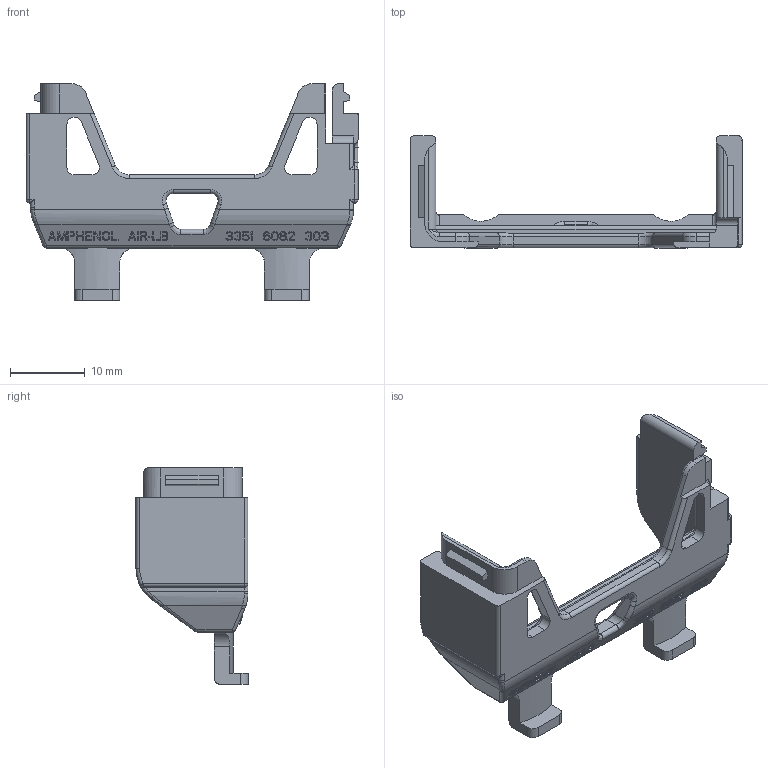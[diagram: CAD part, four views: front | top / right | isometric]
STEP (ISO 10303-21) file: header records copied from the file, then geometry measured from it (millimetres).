
FILE_DESCRIPTION((''),'2;1');
FILE_NAME('3351_0242_303','2020-01-31T',('presta_be4'),(''),'CREO PARAMETRIC BY PTC INC, 2018360','CREO PARAMETRIC BY PTC INC, 2018360','');
FILE_SCHEMA(('CONFIG_CONTROL_DESIGN'));
Length unit declared in the file: millimetre
Products named in the file (1): 3351_0242_303
Bounding box: 44.45 x 15.01 x 29 mm (x, y, z)
Volume: 2831.6 mm3; surface area: 2989.6 mm2
Topology: 1 solids, 1 shells, 1047 faces, 2894 edges, 1883 vertices
Faces by surface type: plane 860, cylinder 120, torus 32, bspline 24, sphere 11
Entity records: 33615 total; most frequent: CARTESIAN_POINT 6925, ORIENTED_EDGE 5788, DIRECTION 5106, EDGE_CURVE 2894, VECTOR 2564, LINE 2564, VERTEX_POINT 1883, AXIS2_PLACEMENT_3D 1271
